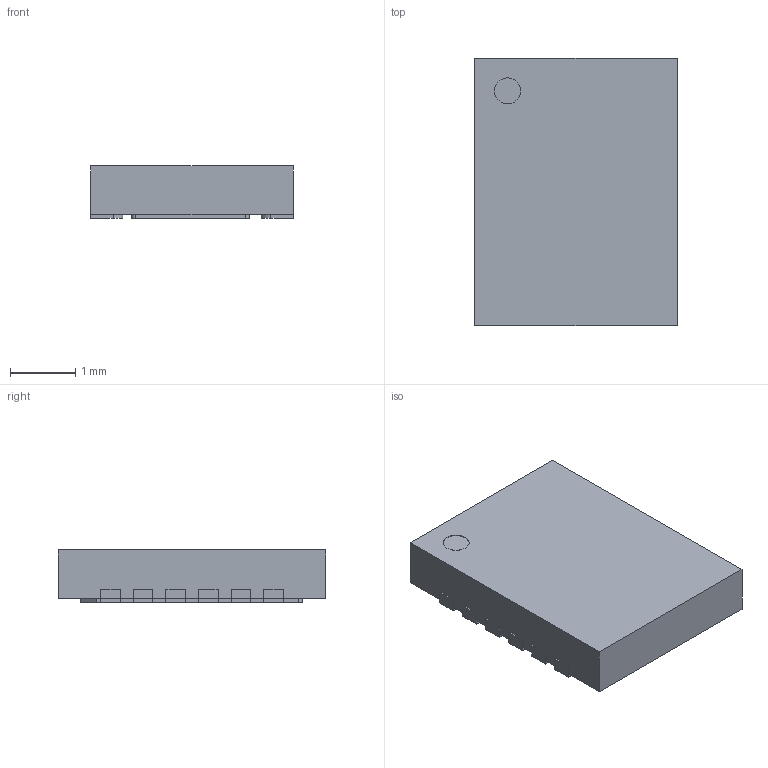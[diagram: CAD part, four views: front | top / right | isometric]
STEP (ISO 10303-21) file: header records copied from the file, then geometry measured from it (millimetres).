
FILE_DESCRIPTION (( 'STEP AP214' ), '1' );
FILE_NAME ('User Library-DFN-12.STEP', '2019-05-24T14:46:25', ( '' ), ( '' ), 'SwSTEP 2.0', 'SolidWorks 2019', '' );
FILE_SCHEMA (( 'AUTOMOTIVE_DESIGN' ));
Length unit declared in the file: millimetre
Products named in the file (3): User Library-DFN-12_ComponentBody; User Library-DFN-12_Leads; User Library-DFN-12
Assembly tree (2 placements, depth 2):
  User Library-DFN-12
    User Library-DFN-12_Leads
    User Library-DFN-12_ComponentBody
Bounding box: 3.12 x 4.1 x 0.8 mm (x, y, z)
Surface area: 57.3 mm2
Topology: 14 solids, 14 shells, 97 faces, 204 edges, 136 vertices
Faces by surface type: plane 74, cylinder 23
Entity records: 3869 total; most frequent: DIRECTION 454, CARTESIAN_POINT 442, ORIENTED_EDGE 408, EDGE_CURVE 204, LINE 158, VECTOR 158, AXIS2_PLACEMENT_3D 148, VERTEX_POINT 136
